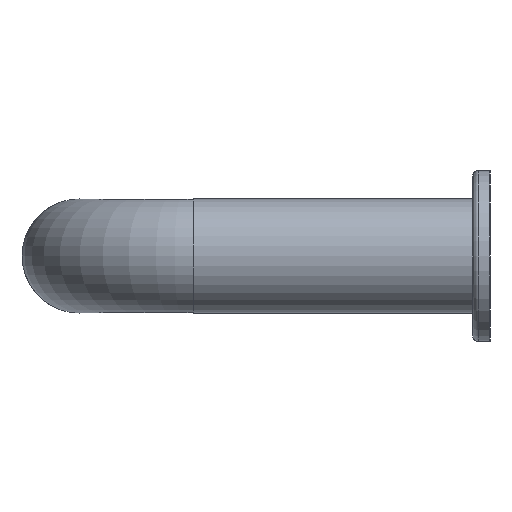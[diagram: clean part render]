
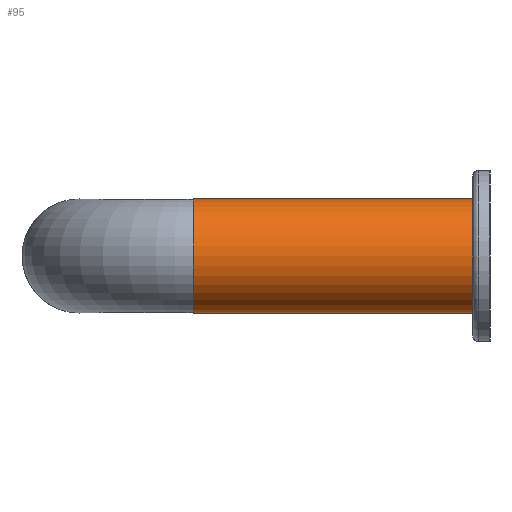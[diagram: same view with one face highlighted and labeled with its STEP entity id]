
A CAD part, left-side view. The second image highlights one B-rep face of the part: STEP entity #95.
In plain terms, the highlighted cylindrical face has radius 5 mm (diameter 10 mm), a full revolution.
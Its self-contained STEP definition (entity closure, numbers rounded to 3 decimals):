
#95 = ADVANCED_FACE( '', ( #208, #209 ), #210, .T. );
#208 = FACE_OUTER_BOUND( '', #315, .T. );
#209 = FACE_OUTER_BOUND( '', #316, .T. );
#210 = CYLINDRICAL_SURFACE( '', #317, 5. );
#315 = EDGE_LOOP( '', ( #462 ) );
#316 = EDGE_LOOP( '', ( #463 ) );
#317 = AXIS2_PLACEMENT_3D( '', #464, #465, #466 );
#462 = ORIENTED_EDGE( '', *, *, #495, .F. );
#463 = ORIENTED_EDGE( '', *, *, #503, .T. );
#464 = CARTESIAN_POINT( '', ( 5., 0., 0. ) );
#465 = DIRECTION( '', ( 0., 1., 0. ) );
#466 = DIRECTION( '', ( 0., 0., -1. ) );
#495 = EDGE_CURVE( '', #558, #558, #559, .T. );
#503 = EDGE_CURVE( '', #570, #570, #571, .T. );
#558 = VERTEX_POINT( '', #631 );
#559 = CIRCLE( '', #632, 5. );
#570 = VERTEX_POINT( '', #643 );
#571 = CIRCLE( '', #644, 5. );
#631 = CARTESIAN_POINT( '', ( 5., 1.5, -5. ) );
#632 = AXIS2_PLACEMENT_3D( '', #709, #710, #711 );
#643 = CARTESIAN_POINT( '', ( 5., 26., -5. ) );
#644 = AXIS2_PLACEMENT_3D( '', #721, #722, #723 );
#709 = CARTESIAN_POINT( '', ( 5., 1.5, 0. ) );
#710 = DIRECTION( '', ( 0., -1., 0. ) );
#711 = DIRECTION( '', ( 0., 0., -1. ) );
#721 = CARTESIAN_POINT( '', ( 5., 26., 0. ) );
#722 = DIRECTION( '', ( 0., -1., 0. ) );
#723 = DIRECTION( '', ( 0., 0., -1. ) );
